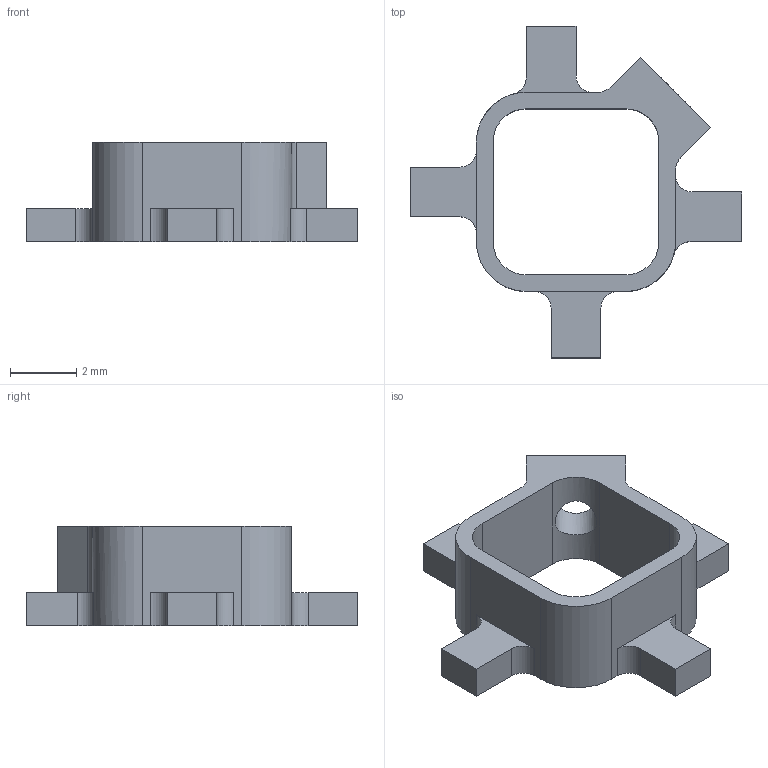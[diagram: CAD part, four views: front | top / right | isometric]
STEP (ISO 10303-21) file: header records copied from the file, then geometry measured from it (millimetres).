
FILE_DESCRIPTION (( 'STEP AP214' ), '1' );
FILE_NAME ('MS4Baseplate-B_v1.STEP', '2020-08-25T15:03:43', ( '' ), ( '' ), 'SwSTEP 2.0', 'SolidWorks 2020', '' );
FILE_SCHEMA (( 'AUTOMOTIVE_DESIGN' ));
Length unit declared in the file: millimetre
Products named in the file (1): MS4Baseplate-B_v1
Bounding box: 10 x 10 x 3 mm (x, y, z)
Volume: 49 mm3; surface area: 193 mm2
Topology: 1 solids, 1 shells, 48 faces, 138 edges, 92 vertices
Faces by surface type: plane 29, cylinder 19
Entity records: 1672 total; most frequent: CARTESIAN_POINT 311, ORIENTED_EDGE 276, DIRECTION 272, EDGE_CURVE 138, LINE 98, VECTOR 98, VERTEX_POINT 92, AXIS2_PLACEMENT_3D 87
